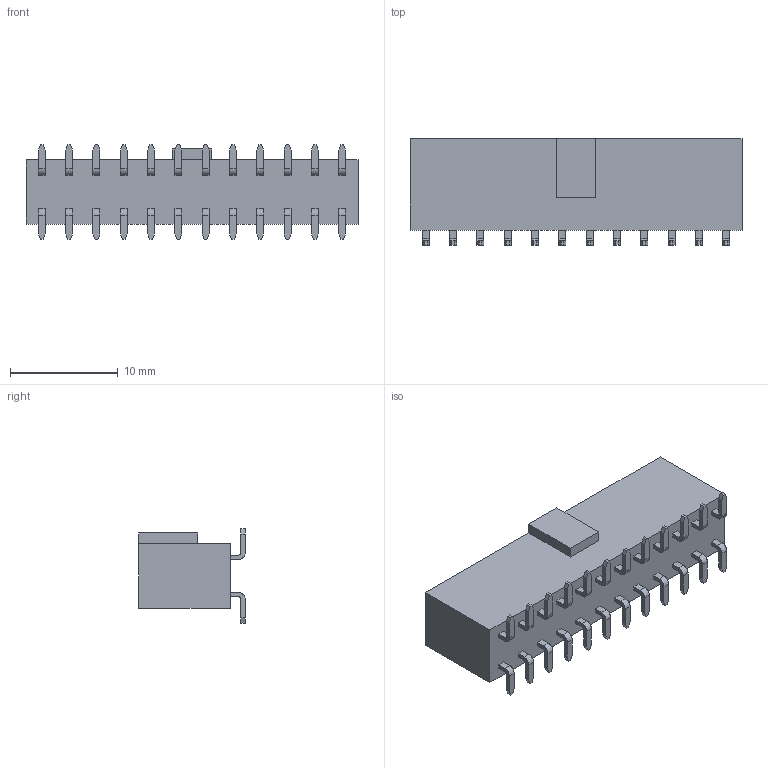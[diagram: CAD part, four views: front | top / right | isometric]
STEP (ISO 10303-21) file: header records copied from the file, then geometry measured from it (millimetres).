
FILE_DESCRIPTION( ('This file contains a STEP AP42 implementation' ,'as created by ZW3D STEP Interface translator.') ,'2;1' );
FILE_NAME( '2185-2XXMXXCYNX2.stp' ,'23 5 4.1448 3', (''), ('ZWCAD Software Co.'), 'Version 1.0', 'ZW3D to STEP translator', '' );
FILE_SCHEMA(('AUTOMOTIVE_DESIGN { 1 0 10303 214 1 1 1 1 }'));
Length unit declared in the file: millimetre
Products named in the file (2): 0; 2185-220MXXCYNX2
Bounding box: 30.88 x 9.9 x 8.8 mm (x, y, z)
Volume: 1377.7 mm3; surface area: 2262.1 mm2
Topology: 1 solids, 1 shells, 1258 faces, 3340 edges, 2132 vertices
Faces by surface type: plane 1066, cylinder 96, bspline 96
Entity records: 50160 total; most frequent: CARTESIAN_POINT 23685, ORIENTED_EDGE 6680, EDGE_CURVE 3340, DIRECTION 2952, B_SPLINE_CURVE_WITH_KNOTS 2714, VERTEX_POINT 2132, EDGE_LOOP 1306, FACE_OUTER_BOUND 1258
